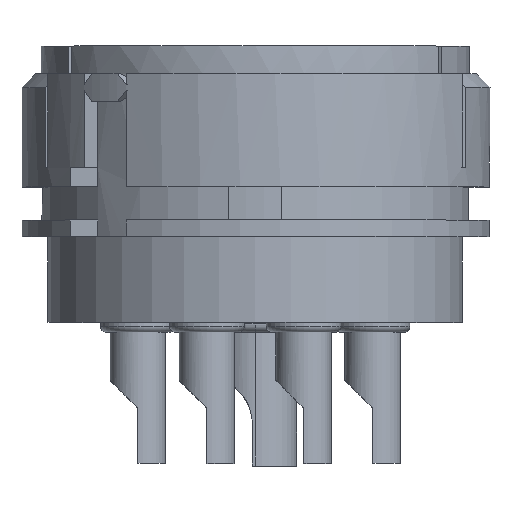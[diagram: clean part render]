
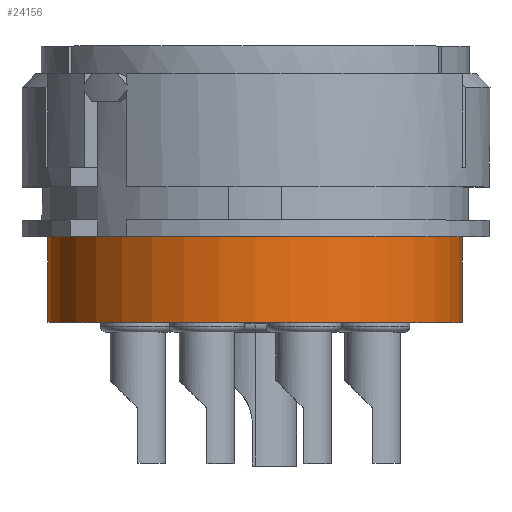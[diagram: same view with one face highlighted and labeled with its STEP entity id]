
A CAD part, top view. The second image highlights one B-rep face of the part: STEP entity #24156.
In plain terms, the highlighted cylindrical face has radius 7.5 mm (diameter 15 mm), a partial arc.
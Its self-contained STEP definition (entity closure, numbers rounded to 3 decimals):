
#2706=CARTESIAN_POINT('',(0.,-6.9,0.));
#2707=DIRECTION('',(0.,-1.,0.));
#2708=DIRECTION('',(1.,0.,0.));
#2709=AXIS2_PLACEMENT_3D('',#2706,#2707,#2708);
#2786=DIRECTION('',(0.,1.,0.));
#2787=VECTOR('',#2786,3.1);
#2788=CARTESIAN_POINT('',(7.5,-10.,0.));
#2789=LINE('',#2788,#2787);
#2790=CARTESIAN_POINT('',(0.,-10.,0.));
#2791=DIRECTION('',(0.,1.,0.));
#2792=DIRECTION('',(-1.,0.,0.));
#2793=AXIS2_PLACEMENT_3D('',#2790,#2791,#2792);
#3946=DIRECTION('',(0.,1.,0.));
#3947=VECTOR('',#3946,3.1);
#3948=CARTESIAN_POINT('',(-7.5,-10.,0.));
#3949=LINE('',#3948,#3947);
#19305=CARTESIAN_POINT('',(7.5,-6.9,0.));
#19306=CARTESIAN_POINT('',(-7.5,-6.9,0.));
#19307=VERTEX_POINT('',#19305);
#19308=VERTEX_POINT('',#19306);
#19309=CARTESIAN_POINT('',(-7.5,-10.,0.));
#19310=CARTESIAN_POINT('',(7.5,-10.,0.));
#19311=VERTEX_POINT('',#19309);
#19312=VERTEX_POINT('',#19310);
#24142=CARTESIAN_POINT('',(0.,-10.,0.));
#24143=DIRECTION('',(0.,1.,0.));
#24144=DIRECTION('',(1.,0.,0.));
#24145=AXIS2_PLACEMENT_3D('',#24142,#24143,#24144);
#24146=CYLINDRICAL_SURFACE('',#24145,7.5);
#24148=ORIENTED_EDGE('',*,*,#24147,.F.);
#24150=ORIENTED_EDGE('',*,*,#24149,.T.);
#24151=ORIENTED_EDGE('',*,*,#24029,.F.);
#24153=ORIENTED_EDGE('',*,*,#24152,.F.);
#24154=EDGE_LOOP('',(#24148,#24150,#24151,#24153));
#24155=FACE_OUTER_BOUND('',#24154,.F.);
#2710=CIRCLE('',#2709,7.5);
#2794=CIRCLE('',#2793,7.5);
#24029=EDGE_CURVE('',#19307,#19308,#2710,.T.);
#24147=EDGE_CURVE('',#19311,#19312,#2794,.T.);
#24149=EDGE_CURVE('',#19311,#19308,#3949,.T.);
#24152=EDGE_CURVE('',#19312,#19307,#2789,.T.);
#24156=ADVANCED_FACE('',(#24155),#24146,.T.);
